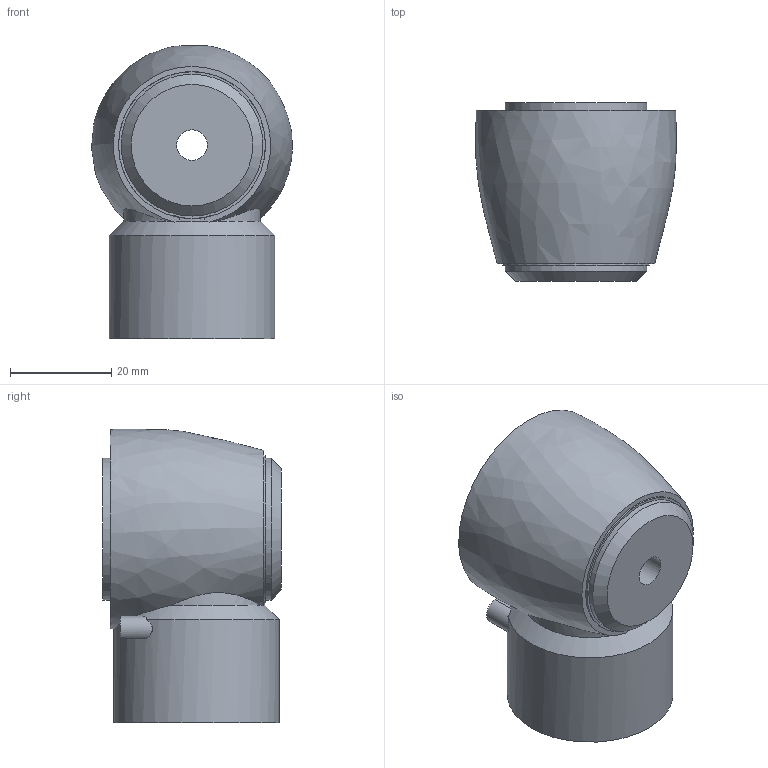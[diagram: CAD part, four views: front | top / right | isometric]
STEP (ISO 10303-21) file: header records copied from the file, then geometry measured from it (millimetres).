
FILE_DESCRIPTION(/* description */ (''),/* implementation_level */ '2;1');
FILE_NAME(/* name */ '916ae135-66bd-4fa7-a118-a9a545b80f13.stp',/* time_stamp */ '2017-02-13T14:24:02-06:00',/* author */ (''),/* organization */ (''),/* preprocessor_version */ 'ST-DEVELOPER v16.5',/* originating_system */ 'Autodesk Translation Framework v5.2.0.2920',/* authorisation */ '');
FILE_SCHEMA (('AUTOMOTIVE_DESIGN { 1 0 10303 214 3 1 1 }'));
Length unit declared in the file: millimetre
Products named in the file (1): PM ZortraxRobot Arm v4_arm5 v1
Bounding box: 39.68 x 35.25 x 58 mm (x, y, z)
Volume: 46352.8 mm3; surface area: 10480.3 mm2
Topology: 1 solids, 1 shells, 60 faces, 151 edges, 97 vertices
Faces by surface type: plane 30, cylinder 20, cone 7, bspline 3
Full cylindrical faces by diameter (mm): 6.05 x1, 20 x1, 28 x2, 29 x1, 32.75 x1
Entity records: 2195 total; most frequent: CARTESIAN_POINT 807, ORIENTED_EDGE 276, DIRECTION 275, EDGE_CURVE 138, AXIS2_PLACEMENT_3D 107, VERTEX_POINT 93, EDGE_LOOP 75, LINE 61
